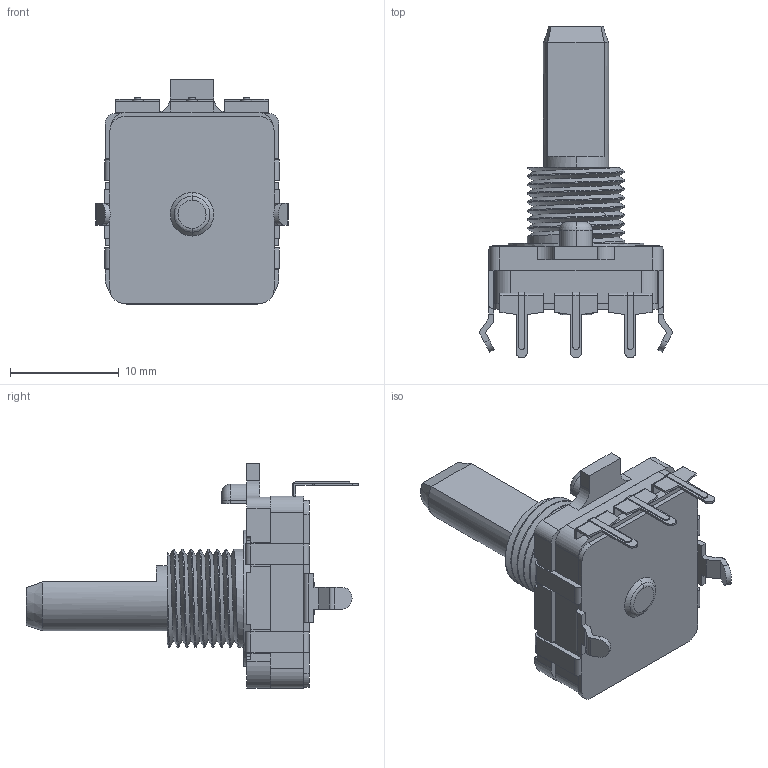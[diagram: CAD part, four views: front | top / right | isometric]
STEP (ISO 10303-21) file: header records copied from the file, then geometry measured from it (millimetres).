
FILE_DESCRIPTION (( 'STEP AP214' ), '1' );
FILE_NAME ('PEC16-4220F-N0024.STEP', '2024-07-13T13:08:54', ( '' ), ( '' ), 'SwSTEP 2.0', 'SolidWorks 2022', '' );
FILE_SCHEMA (( 'AUTOMOTIVE_DESIGN' ));
Length unit declared in the file: millimetre
Products named in the file (1): PEC16-4220F-N0024
Bounding box: 17.7 x 30.55 x 20.7 mm (x, y, z)
Volume: 2102.4 mm3; surface area: 3080.6 mm2
Topology: 7 solids, 7 shells, 308 faces, 866 edges, 576 vertices
Faces by surface type: plane 192, cylinder 98, bspline 10, cone 6, torus 2
Entity records: 13176 total; most frequent: CARTESIAN_POINT 5297, ORIENTED_EDGE 1732, DIRECTION 1461, EDGE_CURVE 866, LINE 577, VECTOR 577, VERTEX_POINT 576, AXIS2_PLACEMENT_3D 442
